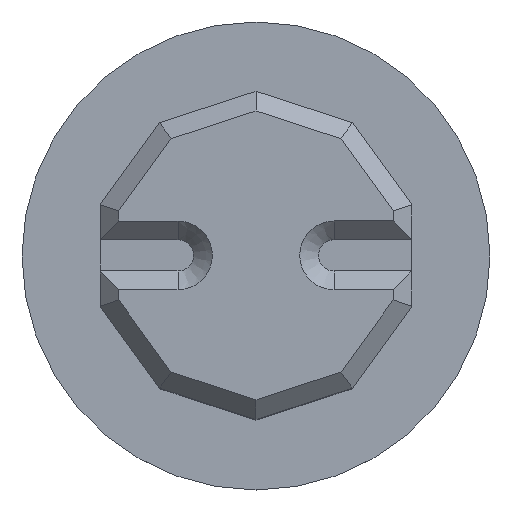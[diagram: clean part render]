
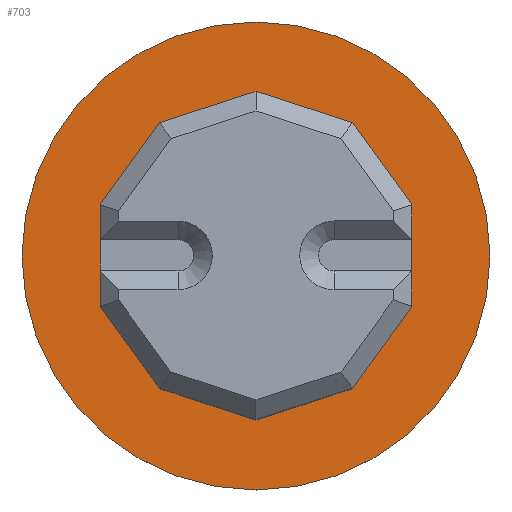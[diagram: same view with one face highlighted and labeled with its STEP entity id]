
A CAD part, top view. The second image highlights one B-rep face of the part: STEP entity #703.
In plain terms, the highlighted planar face has unit normal (0, 0, 1).
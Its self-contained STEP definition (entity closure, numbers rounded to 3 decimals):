
#19=FACE_BOUND('',#113,.T.);
#31=CIRCLE('',#766,15.);
#71=FACE_OUTER_BOUND('',#112,.T.);
#112=EDGE_LOOP('',(#605));
#113=EDGE_LOOP('',(#606,#607,#608,#609,#610,#611,#612,#613,#614,#615));
#169=LINE('',#1080,#255);
#172=LINE('',#1085,#258);
#173=LINE('',#1088,#259);
#179=LINE('',#1098,#265);
#181=LINE('',#1102,#267);
#189=LINE('',#1119,#275);
#197=LINE('',#1148,#283);
#198=LINE('',#1150,#284);
#199=LINE('',#1152,#285);
#200=LINE('',#1153,#286);
#255=VECTOR('',#875,10.);
#258=VECTOR('',#880,10.);
#259=VECTOR('',#883,10.);
#265=VECTOR('',#891,10.);
#267=VECTOR('',#895,10.);
#275=VECTOR('',#911,10.);
#283=VECTOR('',#949,10.);
#284=VECTOR('',#950,10.);
#285=VECTOR('',#951,10.);
#286=VECTOR('',#952,10.);
#326=VERTEX_POINT('',#1077);
#327=VERTEX_POINT('',#1079);
#328=VERTEX_POINT('',#1083);
#329=VERTEX_POINT('',#1087);
#332=VERTEX_POINT('',#1096);
#333=VERTEX_POINT('',#1100);
#338=VERTEX_POINT('',#1117);
#343=VERTEX_POINT('',#1142);
#344=VERTEX_POINT('',#1147);
#345=VERTEX_POINT('',#1149);
#346=VERTEX_POINT('',#1151);
#402=EDGE_CURVE('',#327,#326,#169,.T.);
#405=EDGE_CURVE('',#326,#328,#172,.T.);
#406=EDGE_CURVE('',#329,#327,#173,.T.);
#412=EDGE_CURVE('',#328,#332,#179,.T.);
#414=EDGE_CURVE('',#332,#333,#181,.T.);
#423=EDGE_CURVE('',#333,#338,#189,.T.);
#434=EDGE_CURVE('',#343,#343,#31,.T.);
#435=EDGE_CURVE('',#338,#344,#197,.T.);
#436=EDGE_CURVE('',#344,#345,#198,.T.);
#437=EDGE_CURVE('',#345,#346,#199,.T.);
#438=EDGE_CURVE('',#346,#329,#200,.T.);
#605=ORIENTED_EDGE('',*,*,#434,.F.);
#606=ORIENTED_EDGE('',*,*,#435,.T.);
#607=ORIENTED_EDGE('',*,*,#436,.T.);
#608=ORIENTED_EDGE('',*,*,#437,.T.);
#609=ORIENTED_EDGE('',*,*,#438,.T.);
#610=ORIENTED_EDGE('',*,*,#406,.T.);
#611=ORIENTED_EDGE('',*,*,#402,.T.);
#612=ORIENTED_EDGE('',*,*,#405,.T.);
#613=ORIENTED_EDGE('',*,*,#412,.T.);
#614=ORIENTED_EDGE('',*,*,#414,.T.);
#615=ORIENTED_EDGE('',*,*,#423,.T.);
#662=PLANE('',#768);
#703=ADVANCED_FACE('',(#71,#19),#662,.F.);
#766=AXIS2_PLACEMENT_3D('',#1144,#943,#944);
#768=AXIS2_PLACEMENT_3D('',#1146,#947,#948);
#875=DIRECTION('',(0.588,0.809,0.));
#880=DIRECTION('',(0.951,0.309,0.));
#883=DIRECTION('',(0.,1.,0.));
#891=DIRECTION('',(0.951,-0.309,0.));
#895=DIRECTION('',(0.588,-0.809,0.));
#911=DIRECTION('',(0.,-1.,0.));
#943=DIRECTION('center_axis',(0.,0.,-1.));
#944=DIRECTION('ref_axis',(1.,0.,0.));
#947=DIRECTION('center_axis',(0.,0.,-1.));
#948=DIRECTION('ref_axis',(1.,0.,0.));
#949=DIRECTION('',(-0.588,-0.809,0.));
#950=DIRECTION('',(-0.951,-0.309,0.));
#951=DIRECTION('',(-0.951,0.309,0.));
#952=DIRECTION('',(-0.588,0.809,0.));
#1077=CARTESIAN_POINT('',(-6.18,8.507,-0.1));
#1079=CARTESIAN_POINT('',(-10.,3.249,-0.1));
#1080=CARTESIAN_POINT('',(-6.18,8.507,-0.1));
#1083=CARTESIAN_POINT('',(0.,10.515,-0.1));
#1085=CARTESIAN_POINT('',(0.,10.515,-0.1));
#1087=CARTESIAN_POINT('',(-10.,-3.249,-0.1));
#1088=CARTESIAN_POINT('',(-10.,3.249,-0.1));
#1096=CARTESIAN_POINT('',(6.18,8.507,-0.1));
#1098=CARTESIAN_POINT('',(6.18,8.507,-0.1));
#1100=CARTESIAN_POINT('',(10.,3.249,-0.1));
#1102=CARTESIAN_POINT('',(10.,3.249,-0.1));
#1117=CARTESIAN_POINT('',(10.,-3.249,-0.1));
#1119=CARTESIAN_POINT('',(10.,-3.249,-0.1));
#1142=CARTESIAN_POINT('',(-15.,0.,-0.1));
#1144=CARTESIAN_POINT('Origin',(0.,0.,-0.1));
#1146=CARTESIAN_POINT('Origin',(0.,0.,-0.1));
#1147=CARTESIAN_POINT('',(6.18,-8.507,-0.1));
#1148=CARTESIAN_POINT('',(6.18,-8.507,-0.1));
#1149=CARTESIAN_POINT('',(0.,-10.515,-0.1));
#1150=CARTESIAN_POINT('',(0.,-10.515,-0.1));
#1151=CARTESIAN_POINT('',(-6.18,-8.507,-0.1));
#1152=CARTESIAN_POINT('',(-6.18,-8.507,-0.1));
#1153=CARTESIAN_POINT('',(-10.,-3.249,-0.1));
